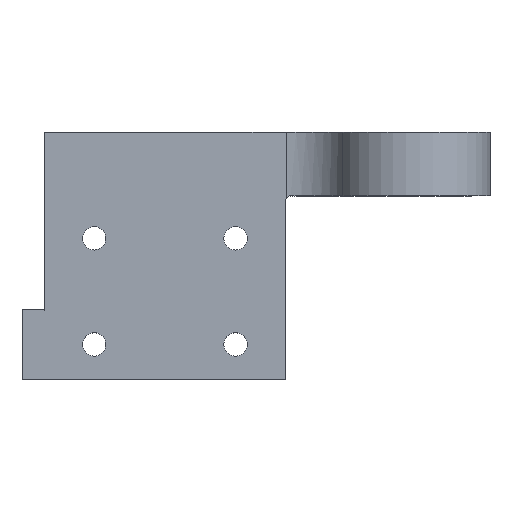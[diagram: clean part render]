
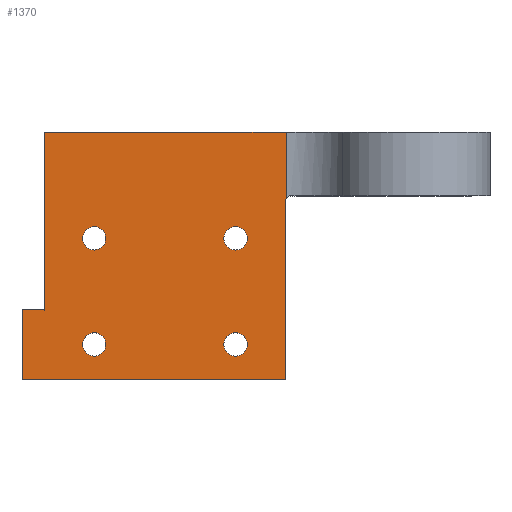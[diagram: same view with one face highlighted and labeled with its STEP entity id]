
A CAD part, top view. The second image highlights one B-rep face of the part: STEP entity #1370.
In plain terms, the highlighted planar face has unit normal (0, 0, 1).
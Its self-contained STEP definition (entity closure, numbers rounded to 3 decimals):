
#55 = VECTOR ( 'NONE', #2450, 1000. ) ;
#100 = CARTESIAN_POINT ( 'NONE',  ( 5.6, -31., 8.5 ) ) ;
#112 = VERTEX_POINT ( 'NONE', #2173 ) ;
#143 = VERTEX_POINT ( 'NONE', #2139 ) ;
#146 = FACE_BOUND ( 'NONE', #272, .T. ) ;
#172 = LINE ( 'NONE', #1437, #55 ) ;
#258 = LINE ( 'NONE', #426, #2259 ) ;
#272 = EDGE_LOOP ( 'NONE', ( #2352, #290 ) ) ;
#290 = ORIENTED_EDGE ( 'NONE', *, *, #1831, .F. ) ;
#331 = DIRECTION ( 'NONE',  ( 1., 0., 0. ) ) ;
#334 = ORIENTED_EDGE ( 'NONE', *, *, #1420, .T. ) ;
#341 = VERTEX_POINT ( 'NONE', #414 ) ;
#343 = EDGE_CURVE ( 'NONE', #1290, #434, #2680, .T. ) ;
#410 = DIRECTION ( 'NONE',  ( 1., 0., 0. ) ) ;
#412 = AXIS2_PLACEMENT_3D ( 'NONE', #720, #514, #1128 ) ;
#414 = CARTESIAN_POINT ( 'NONE',  ( 7.25, -16., 8.5 ) ) ;
#426 = CARTESIAN_POINT ( 'NONE',  ( -21.4, -36., 8.5 ) ) ;
#434 = VERTEX_POINT ( 'NONE', #1915 ) ;
#499 = DIRECTION ( 'NONE',  ( 1., 0., 0. ) ) ;
#505 = AXIS2_PLACEMENT_3D ( 'NONE', #2609, #1362, #331 ) ;
#514 = DIRECTION ( 'NONE',  ( 0., 0., 1. ) ) ;
#535 = DIRECTION ( 'NONE',  ( -1., 0., 0. ) ) ;
#565 = EDGE_CURVE ( 'NONE', #1943, #112, #1662, .T. ) ;
#587 = EDGE_LOOP ( 'NONE', ( #1322, #2447, #1040, #1612, #334, #1330, #1478, #800 ) ) ;
#611 = CARTESIAN_POINT ( 'NONE',  ( 3.95, -16., 8.5 ) ) ;
#638 = DIRECTION ( 'NONE',  ( -1., 0., 0. ) ) ;
#662 = CARTESIAN_POINT ( 'NONE',  ( -14.4, -16., 8.5 ) ) ;
#669 = AXIS2_PLACEMENT_3D ( 'NONE', #662, #2545, #638 ) ;
#677 = CIRCLE ( 'NONE', #2214, 1.65 ) ;
#704 = DIRECTION ( 'NONE',  ( 0., 0., 1. ) ) ;
#707 = VERTEX_POINT ( 'NONE', #882 ) ;
#709 = CARTESIAN_POINT ( 'NONE',  ( -12.75, -16., 8.5 ) ) ;
#720 = CARTESIAN_POINT ( 'NONE',  ( -14.4, -31., 8.5 ) ) ;
#729 = VECTOR ( 'NONE', #410, 1000. ) ;
#747 = CARTESIAN_POINT ( 'NONE',  ( -12.75, -31., 8.5 ) ) ;
#759 = VERTEX_POINT ( 'NONE', #1080 ) ;
#782 = LINE ( 'NONE', #2463, #843 ) ;
#793 = DIRECTION ( 'NONE',  ( 0., 0., -1. ) ) ;
#800 = ORIENTED_EDGE ( 'NONE', *, *, #565, .T. ) ;
#825 = FACE_BOUND ( 'NONE', #2674, .T. ) ;
#843 = VECTOR ( 'NONE', #2479, 1000. ) ;
#850 = DIRECTION ( 'NONE',  ( 0., 1., 0. ) ) ;
#857 = EDGE_CURVE ( 'NONE', #112, #1107, #1053, .T. ) ;
#868 = EDGE_CURVE ( 'NONE', #143, #1012, #2235, .T. ) ;
#882 = CARTESIAN_POINT ( 'NONE',  ( 12.739, -1., 8.5 ) ) ;
#889 = CIRCLE ( 'NONE', #505, 1.65 ) ;
#916 = DIRECTION ( 'NONE',  ( 0., 0., 1. ) ) ;
#933 = AXIS2_PLACEMENT_3D ( 'NONE', #1621, #793, #1867 ) ;
#943 = VECTOR ( 'NONE', #1387, 1000. ) ;
#946 = DIRECTION ( 'NONE',  ( 1., 0., 0. ) ) ;
#968 = VERTEX_POINT ( 'NONE', #2284 ) ;
#981 = FACE_BOUND ( 'NONE', #2014, .T. ) ;
#994 = EDGE_CURVE ( 'NONE', #1107, #707, #172, .T. ) ;
#1012 = VERTEX_POINT ( 'NONE', #2681 ) ;
#1023 = DIRECTION ( 'NONE',  ( 0., 1., 0. ) ) ;
#1030 = PLANE ( 'NONE',  #933 ) ;
#1040 = ORIENTED_EDGE ( 'NONE', *, *, #2065, .F. ) ;
#1053 = CIRCLE ( 'NONE', #2687, 0.8 ) ;
#1080 = CARTESIAN_POINT ( 'NONE',  ( 3.95, -31., 8.5 ) ) ;
#1086 = DIRECTION ( 'NONE',  ( 1., 0., 0. ) ) ;
#1106 = VERTEX_POINT ( 'NONE', #1696 ) ;
#1107 = VERTEX_POINT ( 'NONE', #2339 ) ;
#1123 = CARTESIAN_POINT ( 'NONE',  ( -24.6, -26., 8.5 ) ) ;
#1128 = DIRECTION ( 'NONE',  ( -1., 0., 0. ) ) ;
#1192 = CARTESIAN_POINT ( 'NONE',  ( 12.6, -1., 8.5 ) ) ;
#1255 = CARTESIAN_POINT ( 'NONE',  ( 0., -1., 8.5 ) ) ;
#1271 = CIRCLE ( 'NONE', #412, 1.65 ) ;
#1290 = VERTEX_POINT ( 'NONE', #709 ) ;
#1322 = ORIENTED_EDGE ( 'NONE', *, *, #857, .T. ) ;
#1330 = ORIENTED_EDGE ( 'NONE', *, *, #868, .T. ) ;
#1342 = CARTESIAN_POINT ( 'NONE',  ( 7.25, -31., 8.5 ) ) ;
#1349 = EDGE_CURVE ( 'NONE', #968, #1780, #1496, .T. ) ;
#1361 = ORIENTED_EDGE ( 'NONE', *, *, #343, .F. ) ;
#1362 = DIRECTION ( 'NONE',  ( 0., 0., 1. ) ) ;
#1364 = AXIS2_PLACEMENT_3D ( 'NONE', #2222, #2382, #1795 ) ;
#1370 = ADVANCED_FACE ( 'NONE', ( #2283, #825, #981, #146, #2705 ), #1030, .F. ) ;
#1387 = DIRECTION ( 'NONE',  ( -1., 0., 0. ) ) ;
#1405 = ORIENTED_EDGE ( 'NONE', *, *, #2301, .F. ) ;
#1413 = AXIS2_PLACEMENT_3D ( 'NONE', #2621, #916, #499 ) ;
#1420 = EDGE_CURVE ( 'NONE', #1106, #143, #782, .T. ) ;
#1437 = CARTESIAN_POINT ( 'NONE',  ( 12.739, -1., 8.5 ) ) ;
#1478 = ORIENTED_EDGE ( 'NONE', *, *, #2403, .F. ) ;
#1496 = CIRCLE ( 'NONE', #1364, 1.65 ) ;
#1501 = ORIENTED_EDGE ( 'NONE', *, *, #2532, .F. ) ;
#1504 = CIRCLE ( 'NONE', #1992, 1.65 ) ;
#1517 = CARTESIAN_POINT ( 'NONE',  ( -21.4, -1., 8.5 ) ) ;
#1525 = EDGE_CURVE ( 'NONE', #1106, #1727, #258, .T. ) ;
#1554 = DIRECTION ( 'NONE',  ( 0., -1., 0. ) ) ;
#1569 = LINE ( 'NONE', #2413, #943 ) ;
#1612 = ORIENTED_EDGE ( 'NONE', *, *, #1525, .F. ) ;
#1621 = CARTESIAN_POINT ( 'NONE',  ( 0., 21.523, 8.5 ) ) ;
#1662 = LINE ( 'NONE', #1192, #2424 ) ;
#1696 = CARTESIAN_POINT ( 'NONE',  ( -21.4, -26., 8.5 ) ) ;
#1714 = CIRCLE ( 'NONE', #1413, 1.65 ) ;
#1727 = VERTEX_POINT ( 'NONE', #1517 ) ;
#1773 = CARTESIAN_POINT ( 'NONE',  ( -14.4, -16., 8.5 ) ) ;
#1774 = EDGE_CURVE ( 'NONE', #341, #1920, #677, .T. ) ;
#1780 = VERTEX_POINT ( 'NONE', #747 ) ;
#1783 = DIRECTION ( 'NONE',  ( -1., 0., 0. ) ) ;
#1795 = DIRECTION ( 'NONE',  ( -1., 0., 0. ) ) ;
#1810 = EDGE_CURVE ( 'NONE', #2374, #759, #1714, .T. ) ;
#1826 = EDGE_CURVE ( 'NONE', #1920, #341, #889, .T. ) ;
#1831 = EDGE_CURVE ( 'NONE', #1780, #968, #1271, .T. ) ;
#1864 = ORIENTED_EDGE ( 'NONE', *, *, #1810, .F. ) ;
#1867 = DIRECTION ( 'NONE',  ( -1., 0., 0. ) ) ;
#1889 = EDGE_LOOP ( 'NONE', ( #1405, #1361 ) ) ;
#1915 = CARTESIAN_POINT ( 'NONE',  ( -16.05, -16., 8.5 ) ) ;
#1920 = VERTEX_POINT ( 'NONE', #611 ) ;
#1928 = CIRCLE ( 'NONE', #2370, 1.65 ) ;
#1943 = VERTEX_POINT ( 'NONE', #2013 ) ;
#1968 = DIRECTION ( 'NONE',  ( 0., 0., -1. ) ) ;
#1992 = AXIS2_PLACEMENT_3D ( 'NONE', #100, #2377, #1086 ) ;
#2013 = CARTESIAN_POINT ( 'NONE',  ( 12.6, -36., 8.5 ) ) ;
#2014 = EDGE_LOOP ( 'NONE', ( #2623, #2534 ) ) ;
#2065 = EDGE_CURVE ( 'NONE', #1727, #707, #2290, .T. ) ;
#2139 = CARTESIAN_POINT ( 'NONE',  ( -24.6, -26., 8.5 ) ) ;
#2173 = CARTESIAN_POINT ( 'NONE',  ( 12.6, -10.8, 8.5 ) ) ;
#2214 = AXIS2_PLACEMENT_3D ( 'NONE', #2375, #704, #946 ) ;
#2222 = CARTESIAN_POINT ( 'NONE',  ( -14.4, -31., 8.5 ) ) ;
#2235 = LINE ( 'NONE', #1123, #2596 ) ;
#2259 = VECTOR ( 'NONE', #850, 1000. ) ;
#2283 = FACE_OUTER_BOUND ( 'NONE', #587, .T. ) ;
#2284 = CARTESIAN_POINT ( 'NONE',  ( -16.05, -31., 8.5 ) ) ;
#2290 = LINE ( 'NONE', #1255, #729 ) ;
#2301 = EDGE_CURVE ( 'NONE', #434, #1290, #1928, .T. ) ;
#2339 = CARTESIAN_POINT ( 'NONE',  ( 12.739, -10.349, 8.5 ) ) ;
#2352 = ORIENTED_EDGE ( 'NONE', *, *, #1349, .F. ) ;
#2370 = AXIS2_PLACEMENT_3D ( 'NONE', #1773, #2660, #535 ) ;
#2374 = VERTEX_POINT ( 'NONE', #1342 ) ;
#2375 = CARTESIAN_POINT ( 'NONE',  ( 5.6, -16., 8.5 ) ) ;
#2377 = DIRECTION ( 'NONE',  ( 0., 0., 1. ) ) ;
#2382 = DIRECTION ( 'NONE',  ( 0., 0., 1. ) ) ;
#2403 = EDGE_CURVE ( 'NONE', #1943, #1012, #1569, .T. ) ;
#2413 = CARTESIAN_POINT ( 'NONE',  ( -19.7, -36., 8.5 ) ) ;
#2424 = VECTOR ( 'NONE', #1023, 1000. ) ;
#2447 = ORIENTED_EDGE ( 'NONE', *, *, #994, .T. ) ;
#2450 = DIRECTION ( 'NONE',  ( 0., 1., 0. ) ) ;
#2463 = CARTESIAN_POINT ( 'NONE',  ( 0., -26., 8.5 ) ) ;
#2479 = DIRECTION ( 'NONE',  ( -1., 0., 0. ) ) ;
#2532 = EDGE_CURVE ( 'NONE', #759, #2374, #1504, .T. ) ;
#2534 = ORIENTED_EDGE ( 'NONE', *, *, #1774, .F. ) ;
#2545 = DIRECTION ( 'NONE',  ( 0., 0., 1. ) ) ;
#2596 = VECTOR ( 'NONE', #1554, 1000. ) ;
#2609 = CARTESIAN_POINT ( 'NONE',  ( 5.6, -16., 8.5 ) ) ;
#2621 = CARTESIAN_POINT ( 'NONE',  ( 5.6, -31., 8.5 ) ) ;
#2623 = ORIENTED_EDGE ( 'NONE', *, *, #1826, .F. ) ;
#2644 = CARTESIAN_POINT ( 'NONE',  ( 13.4, -10.8, 8.5 ) ) ;
#2660 = DIRECTION ( 'NONE',  ( 0., 0., 1. ) ) ;
#2674 = EDGE_LOOP ( 'NONE', ( #1501, #1864 ) ) ;
#2680 = CIRCLE ( 'NONE', #669, 1.65 ) ;
#2681 = CARTESIAN_POINT ( 'NONE',  ( -24.6, -36., 8.5 ) ) ;
#2687 = AXIS2_PLACEMENT_3D ( 'NONE', #2644, #1968, #1783 ) ;
#2705 = FACE_BOUND ( 'NONE', #1889, .T. ) ;
